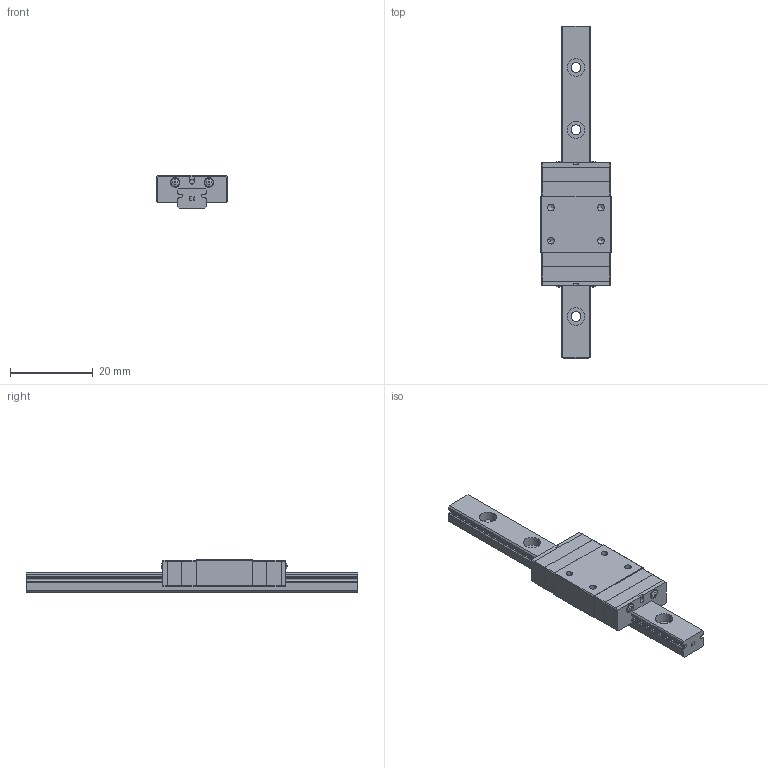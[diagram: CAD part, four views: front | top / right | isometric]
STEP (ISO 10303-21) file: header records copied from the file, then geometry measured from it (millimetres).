
FILE_DESCRIPTION(('STEP AP214'),'1');
FILE_NAME('cctmp_82EBBE37-10FD-486C-8E81-2E57A3D02E2E_2025_07_03_06_35_40_0697_104456..stp','2025-07-03T04:35:40',('HIWIN GmbH'),('CADClick - www.CADClick.com'),'Spatial InterOp 3D',' ','unknown authorization');
FILE_SCHEMA(('AUTOMOTIVE_DESIGN'));
Length unit declared in the file: millimetre
Products named in the file (3): MGN07C1R80ZFHM+EL_FILE; 2025_07_03_06_35_40_0697; 2025_07_03_06_35_40_0681
Assembly tree (2 placements, depth 2):
  MGN07C1R80ZFHM+EL_FILE
    2025_07_03_06_35_40_0697
    2025_07_03_06_35_40_0681
Bounding box: 17 x 80 x 8 mm (x, y, z)
Volume: 4785.5 mm3; surface area: 4299.1 mm2
Topology: 2 solids, 4 shells, 414 faces, 1131 edges, 738 vertices
Faces by surface type: plane 266, cylinder 120, cone 28
Entity records: 16323 total; most frequent: CARTESIAN_POINT 2390, ORIENTED_EDGE 2246, DIRECTION 2153, EDGE_CURVE 1123, LINE 815, VECTOR 815, VERTEX_POINT 738, AXIS2_PLACEMENT_3D 669
